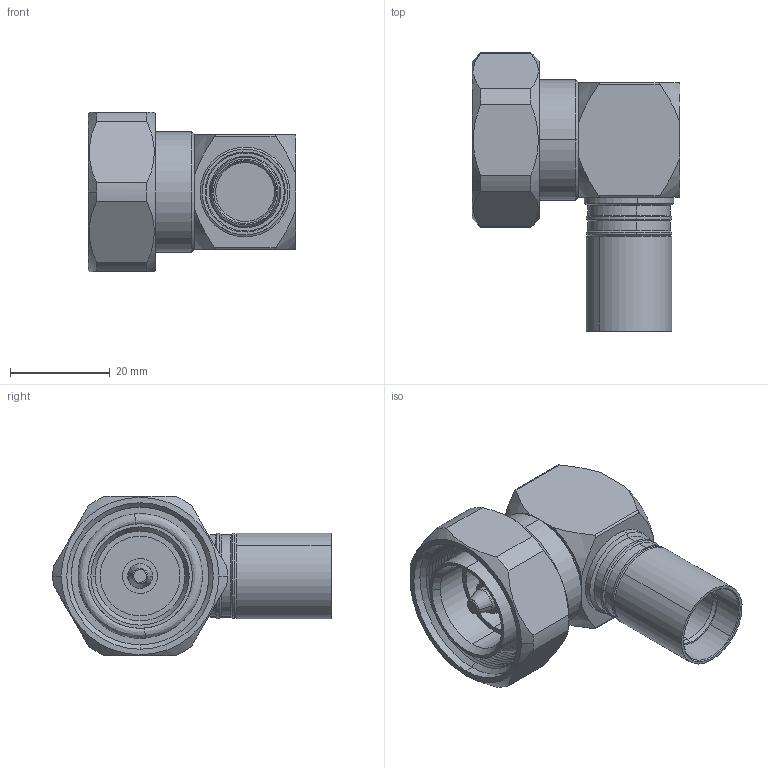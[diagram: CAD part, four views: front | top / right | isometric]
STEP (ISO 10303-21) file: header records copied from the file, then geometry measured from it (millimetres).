
FILE_DESCRIPTION (( 'STEP AP214' ), '1' );
FILE_NAME ('3190-2546(EZ-600-716M-RA-X).STEP', '2017-11-21T03:00:39', ( '' ), ( '' ), 'SwSTEP 2.0', 'SolidWorks 2017', '' );
FILE_SCHEMA (( 'AUTOMOTIVE_DESIGN' ));
Length unit declared in the file: millimetre
Products named in the file (1): 3190-2546(EZ-600-716M-RA-X)
Bounding box: 41.7 x 55.85 x 32 mm (x, y, z)
Volume: 23901.9 mm3; surface area: 12385.8 mm2
Topology: 1 solids, 1 shells, 171 faces, 400 edges, 246 vertices
Faces by surface type: cone 72, cylinder 62, plane 27, bspline 10
Entity records: 5324 total; most frequent: CARTESIAN_POINT 1316, DIRECTION 900, ORIENTED_EDGE 800, EDGE_CURVE 400, AXIS2_PLACEMENT_3D 378, VERTEX_POINT 246, CIRCLE 216, EDGE_LOOP 186
